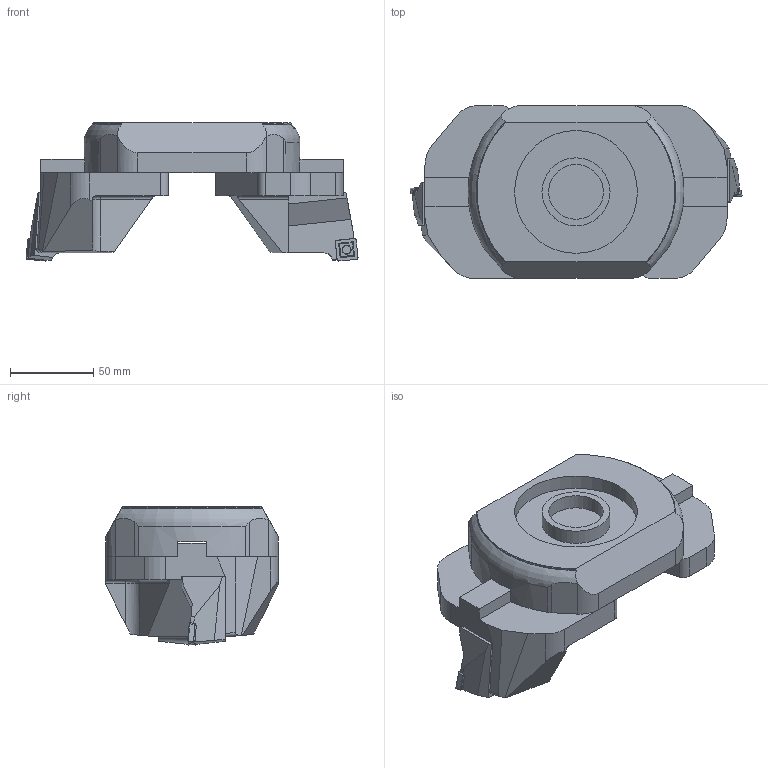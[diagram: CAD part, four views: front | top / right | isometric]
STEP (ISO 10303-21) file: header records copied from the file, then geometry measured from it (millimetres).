
FILE_DESCRIPTION(/* description */ (''),/* implementation_level */ '2;1');
FILE_NAME(/* name */ '1547548813092.stp',/* time_stamp */ '2019-01-15T11:40:30+01:00',/* author */ (''),/* organization */ ('SMS'),/* preprocessor_version */ 'ST-DEVELOPER v15',/* originating_system */ 'SIEMENS PLM Software NX 8.5',/* authorisation */ '');
FILE_SCHEMA (('AUTOMOTIVE_DESIGN { 1 0 10303 214 3 1 1 1 }'));
Length unit declared in the file: millimetre
Products named in the file (8): ASSEMBLY_CONSTRUCTION; 201012610mod000_00; 201990886mod000_00; 111169503mod000_01; 111165422mod000_01; 201991649mod000_00; 202029778mod000_00
Assembly tree (9 placements, depth 3):
  202029778mod000_00
    111165422mod000_01
    111169503mod000_01  x2
    201991649mod000_00  x2
      201990886mod000_00
      201012610mod000_00
      ASSEMBLY_CONSTRUCTION
    ASSEMBLY_CONSTRUCTION
Bounding box: 199.92 x 104 x 83.22 mm (x, y, z)
Volume: 606327.1 mm3; surface area: 99265.3 mm2
Topology: 7 solids, 7 shells, 234 faces, 630 edges, 447 vertices
Faces by surface type: plane 153, cylinder 41, torus 20, cone 20
Full cylindrical faces by diameter (mm): 4 x4, 33 x1, 41 x1, 74 x1
Entity records: 4956 total; most frequent: CARTESIAN_POINT 906, DIRECTION 730, ORIENTED_EDGE 698, EDGE_CURVE 349, AXIS2_PLACEMENT_3D 252, VERTEX_POINT 248, LINE 226, VECTOR 226
